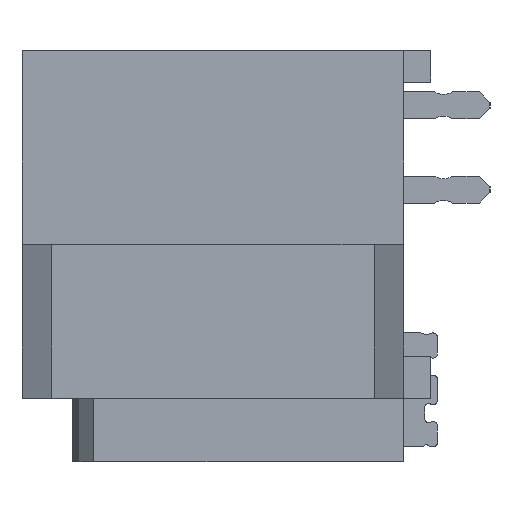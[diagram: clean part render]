
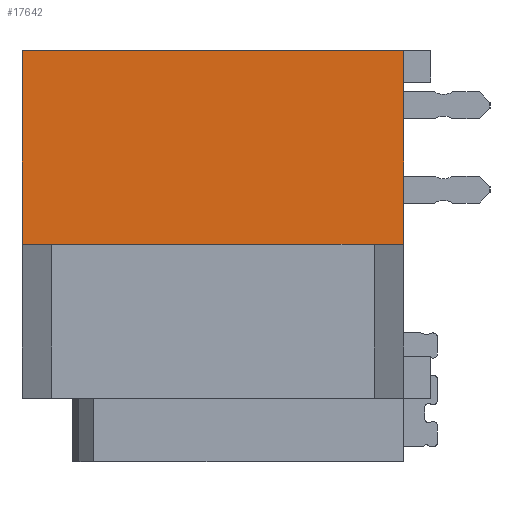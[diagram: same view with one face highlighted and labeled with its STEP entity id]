
A CAD part, left-side view. The second image highlights one B-rep face of the part: STEP entity #17642.
In plain terms, the highlighted planar face has unit normal (-1, 0, 0).
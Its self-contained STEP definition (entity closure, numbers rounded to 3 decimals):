
#438 = EDGE_CURVE ( 'NONE', #20912, #28394, #15926, .T. ) ;
#459 = DIRECTION ( 'NONE',  ( 0., 0., -1. ) ) ;
#769 = DIRECTION ( 'NONE',  ( 1., 0., 0. ) ) ;
#3551 = VECTOR ( 'NONE', #10723, 1000. ) ;
#7167 = LINE ( 'NONE', #13893, #28345 ) ;
#7304 = CARTESIAN_POINT ( 'NONE',  ( -14.8, 0.8, -2.3 ) ) ;
#7951 = FACE_OUTER_BOUND ( 'NONE', #24681, .T. ) ;
#8802 = DIRECTION ( 'NONE',  ( 0., -1., 0. ) ) ;
#8969 = AXIS2_PLACEMENT_3D ( 'NONE', #25825, #769, #459 ) ;
#9416 = CARTESIAN_POINT ( 'NONE',  ( -14.8, 0.8, 2.3 ) ) ;
#10723 = DIRECTION ( 'NONE',  ( 0., 0., 1. ) ) ;
#12393 = VECTOR ( 'NONE', #24648, 1000. ) ;
#12856 = EDGE_CURVE ( 'NONE', #28394, #15758, #21052, .T. ) ;
#13737 = ORIENTED_EDGE ( 'NONE', *, *, #21984, .T. ) ;
#13893 = CARTESIAN_POINT ( 'NONE',  ( -14.8, 0.15, -2.3 ) ) ;
#14038 = DIRECTION ( 'NONE',  ( 0., 1., 0. ) ) ;
#14526 = DIRECTION ( 'NONE',  ( 0., -1., 0. ) ) ;
#14719 = EDGE_CURVE ( 'NONE', #25714, #21167, #7167, .T. ) ;
#15043 = ORIENTED_EDGE ( 'NONE', *, *, #12856, .F. ) ;
#15198 = ORIENTED_EDGE ( 'NONE', *, *, #17396, .F. ) ;
#15758 = VERTEX_POINT ( 'NONE', #19649 ) ;
#15811 = CARTESIAN_POINT ( 'NONE',  ( -14.8, 9.85, -2.3 ) ) ;
#15840 = LINE ( 'NONE', #18434, #24300 ) ;
#15926 = LINE ( 'NONE', #22496, #12393 ) ;
#16207 = ORIENTED_EDGE ( 'NONE', *, *, #438, .F. ) ;
#16742 = ORIENTED_EDGE ( 'NONE', *, *, #14719, .F. ) ;
#16758 = CARTESIAN_POINT ( 'NONE',  ( -14.8, 9.15, -2.3 ) ) ;
#17396 = EDGE_CURVE ( 'NONE', #21167, #29974, #26943, .T. ) ;
#17642 = ADVANCED_FACE ( 'NONE', ( #7951 ), #23992, .F. ) ;
#18434 = CARTESIAN_POINT ( 'NONE',  ( -14.8, 9.85, 2.3 ) ) ;
#18821 = CARTESIAN_POINT ( 'NONE',  ( -14.8, 9.15, -2.3 ) ) ;
#19065 = CARTESIAN_POINT ( 'NONE',  ( -14.8, 0.15, -2.3 ) ) ;
#19649 = CARTESIAN_POINT ( 'NONE',  ( -14.8, 1.5, -2.3 ) ) ;
#19846 = VECTOR ( 'NONE', #14526, 1000. ) ;
#20328 = CARTESIAN_POINT ( 'NONE',  ( -14.8, 9.85, 2.3 ) ) ;
#20912 = VERTEX_POINT ( 'NONE', #9416 ) ;
#21023 = VECTOR ( 'NONE', #21206, 1000. ) ;
#21052 = LINE ( 'NONE', #19065, #21023 ) ;
#21167 = VERTEX_POINT ( 'NONE', #15811 ) ;
#21206 = DIRECTION ( 'NONE',  ( 0., 1., 0. ) ) ;
#21984 = EDGE_CURVE ( 'NONE', #25714, #15758, #24172, .T. ) ;
#22496 = CARTESIAN_POINT ( 'NONE',  ( -14.8, 0.8, -2.3 ) ) ;
#22601 = ORIENTED_EDGE ( 'NONE', *, *, #23899, .F. ) ;
#23899 = EDGE_CURVE ( 'NONE', #29974, #20912, #15840, .T. ) ;
#23992 = PLANE ( 'NONE',  #8969 ) ;
#24172 = LINE ( 'NONE', #18821, #19846 ) ;
#24300 = VECTOR ( 'NONE', #8802, 1000. ) ;
#24543 = CARTESIAN_POINT ( 'NONE',  ( -14.8, 9.85, 2.3 ) ) ;
#24648 = DIRECTION ( 'NONE',  ( 0., 0., -1. ) ) ;
#24681 = EDGE_LOOP ( 'NONE', ( #15043, #16207, #22601, #15198, #16742, #13737 ) ) ;
#25714 = VERTEX_POINT ( 'NONE', #16758 ) ;
#25825 = CARTESIAN_POINT ( 'NONE',  ( -14.8, 9.85, 2.3 ) ) ;
#26943 = LINE ( 'NONE', #20328, #3551 ) ;
#28345 = VECTOR ( 'NONE', #14038, 1000. ) ;
#28394 = VERTEX_POINT ( 'NONE', #7304 ) ;
#29974 = VERTEX_POINT ( 'NONE', #24543 ) ;
